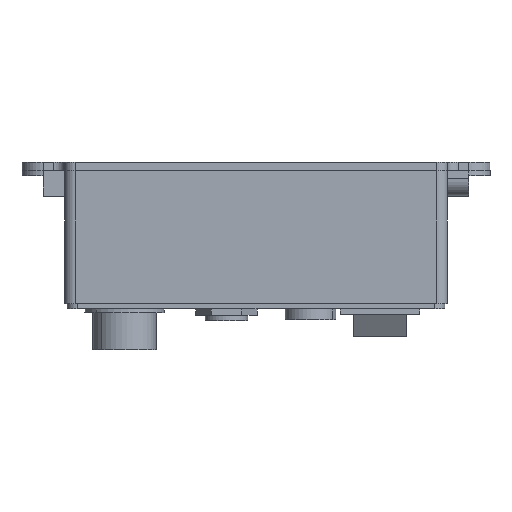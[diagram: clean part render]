
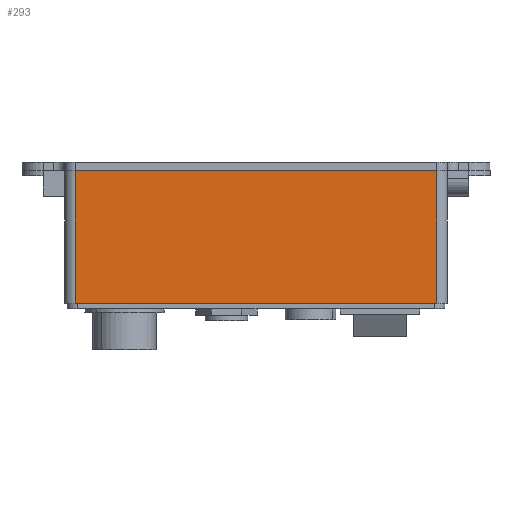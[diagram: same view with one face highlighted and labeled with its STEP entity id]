
A CAD part, front view. The second image highlights one B-rep face of the part: STEP entity #293.
In plain terms, the highlighted planar face has unit normal (0, -1, 0).
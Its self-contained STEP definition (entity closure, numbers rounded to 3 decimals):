
#293 = ADVANCED_FACE ( 'NONE', ( #8903 ), #6962, .F. ) ;
#472 = CARTESIAN_POINT ( 'NONE',  ( 36., -22., 0. ) ) ;
#1189 = LINE ( 'NONE', #472, #11172 ) ;
#1717 = CARTESIAN_POINT ( 'NONE',  ( 34., -22., 25. ) ) ;
#2014 = DIRECTION ( 'NONE',  ( 1., 0., 0. ) ) ;
#2603 = CARTESIAN_POINT ( 'NONE',  ( -34., -22., 25. ) ) ;
#2797 = LINE ( 'NONE', #1717, #15547 ) ;
#3110 = DIRECTION ( 'NONE',  ( 0., 0., 1. ) ) ;
#3426 = ORIENTED_EDGE ( 'NONE', *, *, #13861, .F. ) ;
#4372 = CARTESIAN_POINT ( 'NONE',  ( 36., -22., 25. ) ) ;
#4463 = VERTEX_POINT ( 'NONE', #18253 ) ;
#4928 = VECTOR ( 'NONE', #16287, 1000. ) ;
#5254 = AXIS2_PLACEMENT_3D ( 'NONE', #4372, #5719, #14403 ) ;
#5719 = DIRECTION ( 'NONE',  ( 0., 1., 0. ) ) ;
#5919 = VECTOR ( 'NONE', #13951, 1000. ) ;
#6550 = ORIENTED_EDGE ( 'NONE', *, *, #17511, .T. ) ;
#6962 = PLANE ( 'NONE',  #5254 ) ;
#7184 = EDGE_LOOP ( 'NONE', ( #6550, #9135, #3426, #11567 ) ) ;
#7463 = VERTEX_POINT ( 'NONE', #2603 ) ;
#7905 = CARTESIAN_POINT ( 'NONE',  ( 34., -22., 0. ) ) ;
#8700 = LINE ( 'NONE', #12229, #4928 ) ;
#8903 = FACE_OUTER_BOUND ( 'NONE', #7184, .T. ) ;
#9135 = ORIENTED_EDGE ( 'NONE', *, *, #14190, .T. ) ;
#10197 = VERTEX_POINT ( 'NONE', #7905 ) ;
#11172 = VECTOR ( 'NONE', #2014, 1000. ) ;
#11567 = ORIENTED_EDGE ( 'NONE', *, *, #12208, .T. ) ;
#12208 = EDGE_CURVE ( 'NONE', #7463, #4463, #8700, .T. ) ;
#12229 = CARTESIAN_POINT ( 'NONE',  ( -34., -22., 25. ) ) ;
#13452 = VERTEX_POINT ( 'NONE', #16755 ) ;
#13626 = LINE ( 'NONE', #16703, #5919 ) ;
#13861 = EDGE_CURVE ( 'NONE', #7463, #13452, #13626, .T. ) ;
#13951 = DIRECTION ( 'NONE',  ( 1., 0., 0. ) ) ;
#14190 = EDGE_CURVE ( 'NONE', #10197, #13452, #2797, .T. ) ;
#14403 = DIRECTION ( 'NONE',  ( -1., 0., 0. ) ) ;
#15547 = VECTOR ( 'NONE', #3110, 1000. ) ;
#16287 = DIRECTION ( 'NONE',  ( 0., 0., -1. ) ) ;
#16703 = CARTESIAN_POINT ( 'NONE',  ( 36., -22., 25. ) ) ;
#16755 = CARTESIAN_POINT ( 'NONE',  ( 34., -22., 25. ) ) ;
#17511 = EDGE_CURVE ( 'NONE', #4463, #10197, #1189, .T. ) ;
#18253 = CARTESIAN_POINT ( 'NONE',  ( -34., -22., 0. ) ) ;
